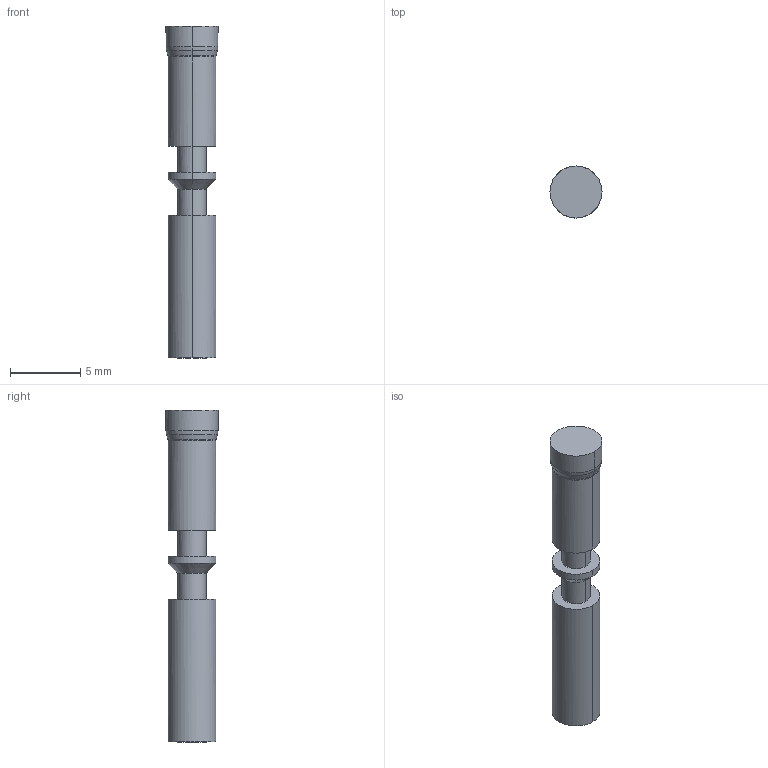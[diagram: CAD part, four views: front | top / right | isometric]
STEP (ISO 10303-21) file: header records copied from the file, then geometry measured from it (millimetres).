
FILE_DESCRIPTION(('CATIA V5 STEP Exchange','CAx-IF Rec.Pracs.--- Model Styling and Organization---1.4--- 2014-01-23'),'2;1');
FILE_NAME ('008246-2_1', '2019-11-20T14:36:32+00:00', ('none'), ('Weidmueller'), 'CATIA Version 5-6 Release 2016 SP3 HF44', 'CATIA V5 STEP AP214', 'none');
FILE_SCHEMA(('AUTOMOTIVE_DESIGN { 1 0 10303 214 1 1 1 1 }'));
Length unit declared in the file: millimetre
Products named in the file (1): 1170420000
Bounding box: 3.7 x 3.7 x 23.6 mm (x, y, z)
Volume: 162.8 mm3; surface area: 335.6 mm2
Topology: 1 solids, 1 shells, 28 faces, 54 edges, 32 vertices
Faces by surface type: cylinder 14, plane 6, bspline 4, cone 4
Entity records: 885 total; most frequent: CARTESIAN_POINT 363, ORIENTED_EDGE 108, DIRECTION 82, EDGE_CURVE 54, AXIS2_PLACEMENT_3D 41, EDGE_LOOP 32, VERTEX_POINT 32, ADVANCED_FACE 28
